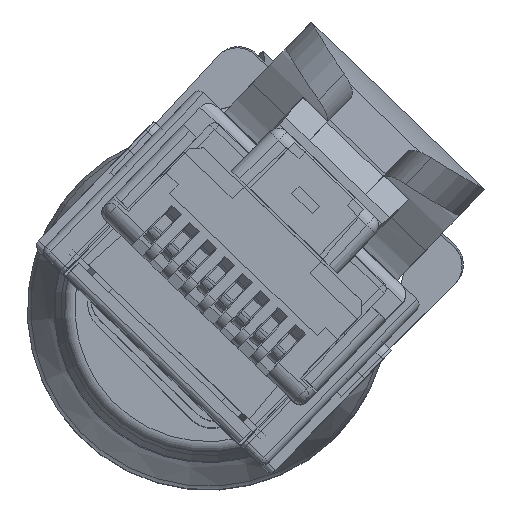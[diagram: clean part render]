
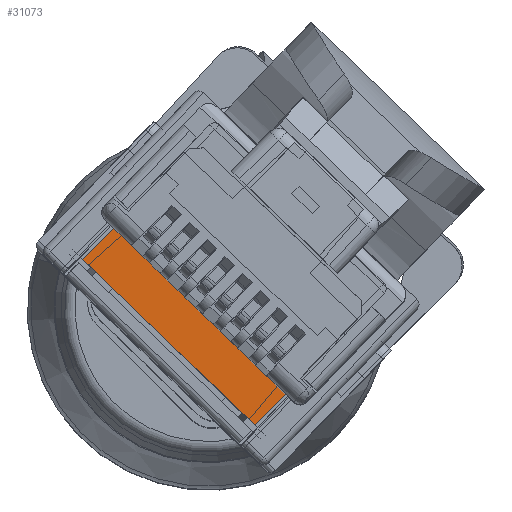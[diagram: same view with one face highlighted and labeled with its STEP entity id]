
A CAD part, top view. The second image highlights one B-rep face of the part: STEP entity #31073.
In plain terms, the highlighted planar face has unit normal (0, 0, 1).
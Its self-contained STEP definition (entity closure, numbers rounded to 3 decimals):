
#31060=AXIS2_PLACEMENT_3D('Plane Axis2P3D',#31057,#31058,#31059) ;
#27325=CARTESIAN_POINT('Vertex',(10.699,3.559,266.245)) ;
#27328=CARTESIAN_POINT('Line Origine',(10.074,2.912,266.245)) ;
#27332=CARTESIAN_POINT('Vertex',(9.449,2.264,266.245)) ;
#27497=CARTESIAN_POINT('Vertex',(2.306,9.162,266.245)) ;
#27500=CARTESIAN_POINT('Line Origine',(2.931,9.81,266.245)) ;
#27504=CARTESIAN_POINT('Vertex',(3.556,10.457,266.245)) ;
#28175=CARTESIAN_POINT('Line Origine',(7.128,7.008,266.245)) ;
#31057=CARTESIAN_POINT('Axis2P3D Location',(9.449,2.264,266.245)) ;
#31062=CARTESIAN_POINT('Line Origine',(5.877,5.713,266.245)) ;
#27329=DIRECTION('Vector Direction',(-0.695,-0.719,0.)) ;
#27501=DIRECTION('Vector Direction',(-0.695,-0.719,0.)) ;
#28176=DIRECTION('Vector Direction',(0.719,-0.695,0.)) ;
#31058=DIRECTION('Axis2P3D Direction',(0.,0.,1.)) ;
#31059=DIRECTION('Axis2P3D XDirection',(0.695,0.719,0.)) ;
#31063=DIRECTION('Vector Direction',(0.719,-0.695,0.)) ;
#27330=VECTOR('Line Direction',#27329,1.) ;
#27502=VECTOR('Line Direction',#27501,1.) ;
#28177=VECTOR('Line Direction',#28176,1.) ;
#31064=VECTOR('Line Direction',#31063,1.) ;
#31068=ORIENTED_EDGE('',*,*,#28179,.F.) ;
#31069=ORIENTED_EDGE('',*,*,#27506,.T.) ;
#31070=ORIENTED_EDGE('',*,*,#31066,.T.) ;
#31071=ORIENTED_EDGE('',*,*,#27334,.F.) ;
#31073=ADVANCED_FACE('Hauptk\X2\00F6\X0\rper',(#31072),#31061,.T.) ;
#27334=EDGE_CURVE('',#27326,#27333,#27331,.T.) ;
#27506=EDGE_CURVE('',#27505,#27498,#27503,.T.) ;
#28179=EDGE_CURVE('',#27505,#27326,#28178,.T.) ;
#31066=EDGE_CURVE('',#27498,#27333,#31065,.T.) ;
#31067=EDGE_LOOP('',(#31068,#31069,#31070,#31071)) ;
#31072=FACE_OUTER_BOUND('',#31067,.T.) ;
#27331=LINE('Line',#27328,#27330) ;
#27503=LINE('Line',#27500,#27502) ;
#28178=LINE('Line',#28175,#28177) ;
#31065=LINE('Line',#31062,#31064) ;
#31061=PLANE('',#31060) ;
#27326=VERTEX_POINT('',#27325) ;
#27333=VERTEX_POINT('',#27332) ;
#27498=VERTEX_POINT('',#27497) ;
#27505=VERTEX_POINT('',#27504) ;
